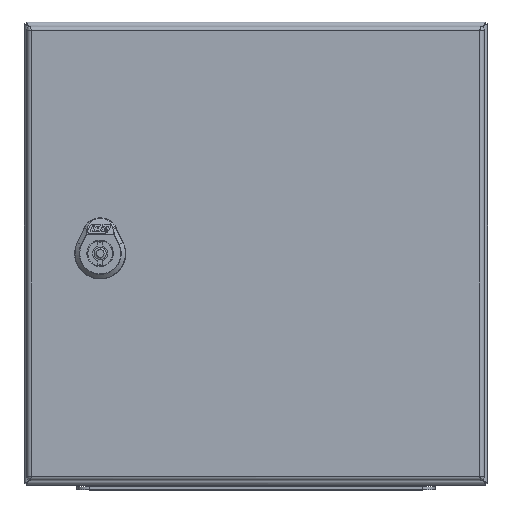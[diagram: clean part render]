
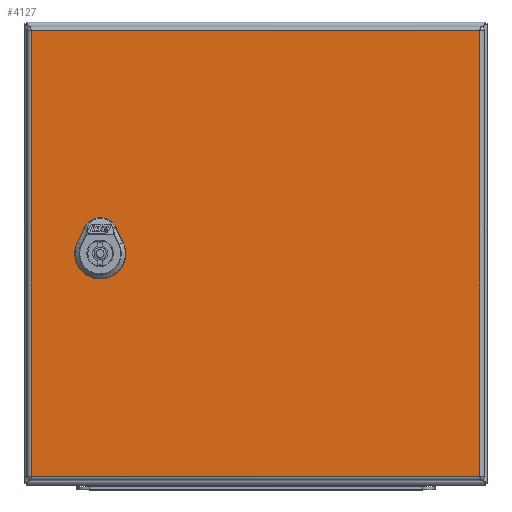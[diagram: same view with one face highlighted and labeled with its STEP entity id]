
A CAD part, top view. The second image highlights one B-rep face of the part: STEP entity #4127.
In plain terms, the highlighted face is planar.
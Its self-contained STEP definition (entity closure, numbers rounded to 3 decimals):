
#780=FACE_BOUND('',#6410,.T.);
#781=FACE_BOUND('',#6411,.T.);
#4127=ADVANCED_FACE('',(#780,#781),#4792,.F.);
#4792=PLANE('',#19216);
#6410=EDGE_LOOP('',(#10571,#10572,#10573,#10574,#10575,#10576,#10577,#10578));
#6411=EDGE_LOOP('',(#10579,#10580,#10581,#10582));
#7323=CIRCLE('',#19212,11.25);
#7324=CIRCLE('',#19213,11.25);
#7325=CIRCLE('',#19214,11.25);
#7326=CIRCLE('',#19215,11.25);
#10571=ORIENTED_EDGE('',*,*,#15106,.T.);
#10572=ORIENTED_EDGE('',*,*,#15107,.T.);
#10573=ORIENTED_EDGE('',*,*,#15108,.T.);
#10574=ORIENTED_EDGE('',*,*,#15109,.T.);
#10575=ORIENTED_EDGE('',*,*,#15110,.T.);
#10576=ORIENTED_EDGE('',*,*,#15111,.T.);
#10577=ORIENTED_EDGE('',*,*,#15112,.T.);
#10578=ORIENTED_EDGE('',*,*,#15113,.T.);
#10579=ORIENTED_EDGE('',*,*,#15114,.T.);
#10580=ORIENTED_EDGE('',*,*,#15115,.T.);
#10581=ORIENTED_EDGE('',*,*,#15116,.T.);
#10582=ORIENTED_EDGE('',*,*,#15117,.T.);
#13211=VERTEX_POINT('',#34522);
#13212=VERTEX_POINT('',#34523);
#13213=VERTEX_POINT('',#34525);
#13214=VERTEX_POINT('',#34527);
#13215=VERTEX_POINT('',#34529);
#13216=VERTEX_POINT('',#34531);
#13217=VERTEX_POINT('',#34533);
#13218=VERTEX_POINT('',#34535);
#13219=VERTEX_POINT('',#34538);
#13220=VERTEX_POINT('',#34539);
#13221=VERTEX_POINT('',#34541);
#13222=VERTEX_POINT('',#34543);
#15106=EDGE_CURVE('',#13211,#13212,#16695,.T.);
#15107=EDGE_CURVE('',#13212,#13213,#7323,.T.);
#15108=EDGE_CURVE('',#13213,#13214,#16696,.T.);
#15109=EDGE_CURVE('',#13214,#13215,#7324,.T.);
#15110=EDGE_CURVE('',#13215,#13216,#16697,.T.);
#15111=EDGE_CURVE('',#13216,#13217,#7325,.T.);
#15112=EDGE_CURVE('',#13217,#13218,#16698,.T.);
#15113=EDGE_CURVE('',#13218,#13211,#7326,.T.);
#15114=EDGE_CURVE('',#13219,#13220,#16699,.T.);
#15115=EDGE_CURVE('',#13220,#13221,#16700,.T.);
#15116=EDGE_CURVE('',#13221,#13222,#16701,.T.);
#15117=EDGE_CURVE('',#13222,#13219,#16702,.T.);
#16695=LINE('',#34521,#17869);
#16696=LINE('',#34526,#17870);
#16697=LINE('',#34530,#17871);
#16698=LINE('',#34534,#17872);
#16699=LINE('',#34537,#17873);
#16700=LINE('',#34540,#17874);
#16701=LINE('',#34542,#17875);
#16702=LINE('',#34544,#17876);
#17869=VECTOR('',#22304,1.);
#17870=VECTOR('',#22307,1.);
#17871=VECTOR('',#22310,1.);
#17872=VECTOR('',#22313,1.);
#17873=VECTOR('',#22316,1.);
#17874=VECTOR('',#22317,1.);
#17875=VECTOR('',#22318,1.);
#17876=VECTOR('',#22319,1.);
#19212=AXIS2_PLACEMENT_3D('',#34524,#22305,#22306);
#19213=AXIS2_PLACEMENT_3D('',#34528,#22308,#22309);
#19214=AXIS2_PLACEMENT_3D('',#34532,#22311,#22312);
#19215=AXIS2_PLACEMENT_3D('',#34536,#22314,#22315);
#19216=AXIS2_PLACEMENT_3D('',#34545,#22320,#22321);
#22304=DIRECTION('',(-1.,0.,0.));
#22305=DIRECTION('',(0.,0.,1.));
#22306=DIRECTION('',(1.,0.,0.));
#22307=DIRECTION('',(0.,-1.,0.));
#22308=DIRECTION('',(0.,0.,1.));
#22309=DIRECTION('',(1.,0.,0.));
#22310=DIRECTION('',(1.,0.,0.));
#22311=DIRECTION('',(0.,0.,1.));
#22312=DIRECTION('',(1.,0.,0.));
#22313=DIRECTION('',(0.,1.,0.));
#22314=DIRECTION('',(0.,0.,1.));
#22315=DIRECTION('',(1.,0.,0.));
#22316=DIRECTION('',(0.,1.,0.));
#22317=DIRECTION('',(1.,0.,0.));
#22318=DIRECTION('',(0.,-1.,0.));
#22319=DIRECTION('',(-1.,0.,0.));
#22320=DIRECTION('',(0.,0.,1.));
#22321=DIRECTION('',(1.,0.,0.));
#34521=CARTESIAN_POINT('',(-145.65,10.2,0.));
#34522=CARTESIAN_POINT('',(105.396,10.2,0.));
#34523=CARTESIAN_POINT('',(95.904,10.2,0.));
#34524=CARTESIAN_POINT('',(100.65,0.,0.));
#34525=CARTESIAN_POINT('',(90.45,4.746,0.));
#34526=CARTESIAN_POINT('',(90.45,-144.7,0.));
#34527=CARTESIAN_POINT('',(90.45,-4.746,0.));
#34528=CARTESIAN_POINT('',(100.65,0.,0.));
#34529=CARTESIAN_POINT('',(95.904,-10.2,0.));
#34530=CARTESIAN_POINT('',(-145.65,-10.2,0.));
#34531=CARTESIAN_POINT('',(105.396,-10.2,0.));
#34532=CARTESIAN_POINT('',(100.65,0.,0.));
#34533=CARTESIAN_POINT('',(110.85,-4.746,0.));
#34534=CARTESIAN_POINT('',(110.85,-144.7,0.));
#34535=CARTESIAN_POINT('',(110.85,4.746,0.));
#34536=CARTESIAN_POINT('',(100.65,0.,0.));
#34537=CARTESIAN_POINT('',(-145.35,-144.7,0.));
#34538=CARTESIAN_POINT('',(-145.35,-144.4,0.));
#34539=CARTESIAN_POINT('',(-145.35,144.4,0.));
#34540=CARTESIAN_POINT('',(-145.65,144.4,0.));
#34541=CARTESIAN_POINT('',(145.35,144.4,0.));
#34542=CARTESIAN_POINT('',(145.35,-144.7,0.));
#34543=CARTESIAN_POINT('',(145.35,-144.4,0.));
#34544=CARTESIAN_POINT('',(-145.65,-144.4,0.));
#34545=CARTESIAN_POINT('',(-145.65,-144.7,0.));
